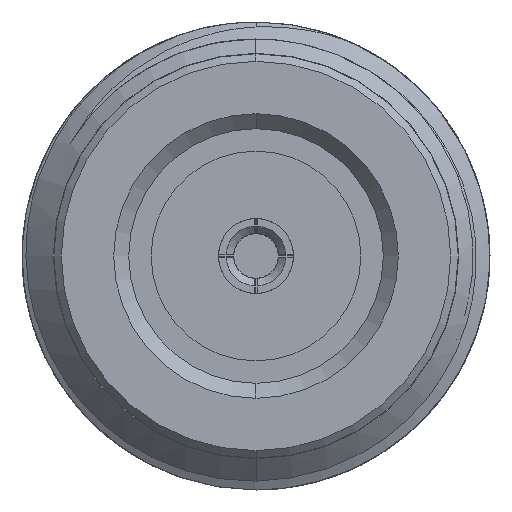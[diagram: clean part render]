
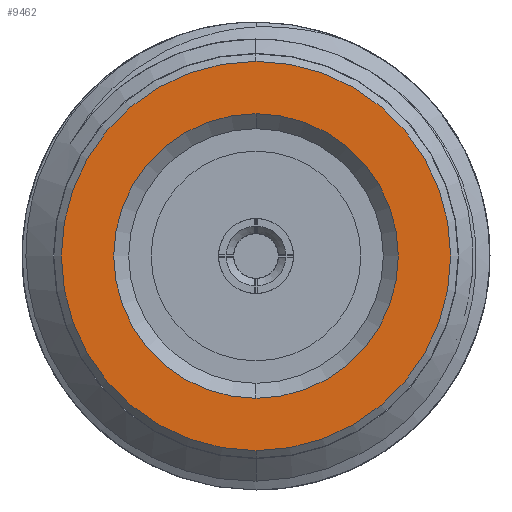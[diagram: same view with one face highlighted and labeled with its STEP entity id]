
A CAD part, left-side view. The second image highlights one B-rep face of the part: STEP entity #9462.
In plain terms, the highlighted planar face has unit normal (-1, 0, 0).
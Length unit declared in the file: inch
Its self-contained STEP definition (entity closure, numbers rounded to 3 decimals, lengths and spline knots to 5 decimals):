
#290 = AXIS2_PLACEMENT_3D ( 'NONE', #8340, #1719, #7607 ) ;
#380 = CARTESIAN_POINT ( 'NONE',  ( -0.16732, 0., 0.26 ) ) ;
#409 = AXIS2_PLACEMENT_3D ( 'NONE', #5794, #2071, #9312 ) ;
#720 = ORIENTED_EDGE ( 'NONE', *, *, #8173, .T. ) ;
#989 = CARTESIAN_POINT ( 'NONE',  ( -0.16732, 0., -0.26 ) ) ;
#1178 = AXIS2_PLACEMENT_3D ( 'NONE', #1309, #4318, #3544 ) ;
#1309 = CARTESIAN_POINT ( 'NONE',  ( -0.16732, 0., 0. ) ) ;
#1369 = DIRECTION ( 'NONE',  ( 0., 0., 1. ) ) ;
#1548 = EDGE_CURVE ( 'NONE', #8796, #9290, #9353, .T. ) ;
#1719 = DIRECTION ( 'NONE',  ( -1., 0., 0. ) ) ;
#1821 = VERTEX_POINT ( 'NONE', #380 ) ;
#2071 = DIRECTION ( 'NONE',  ( -1., 0., 0. ) ) ;
#2163 = CARTESIAN_POINT ( 'NONE',  ( -0.16732, 0., 0.19 ) ) ;
#2237 = CARTESIAN_POINT ( 'NONE',  ( -0.16732, 0., 0. ) ) ;
#2493 = FACE_OUTER_BOUND ( 'NONE', #3991, .T. ) ;
#2596 = CIRCLE ( 'NONE', #7535, 0.19 ) ;
#2747 = EDGE_CURVE ( 'NONE', #1821, #8117, #8589, .T. ) ;
#3223 = CIRCLE ( 'NONE', #8311, 0.26 ) ;
#3544 = DIRECTION ( 'NONE',  ( 0., 0., 1. ) ) ;
#3991 = EDGE_LOOP ( 'NONE', ( #720, #6088 ) ) ;
#4173 = ORIENTED_EDGE ( 'NONE', *, *, #7711, .T. ) ;
#4318 = DIRECTION ( 'NONE',  ( 1., 0., 0. ) ) ;
#5794 = CARTESIAN_POINT ( 'NONE',  ( -0.16732, 0., 0. ) ) ;
#6088 = ORIENTED_EDGE ( 'NONE', *, *, #2747, .T. ) ;
#6119 = PLANE ( 'NONE',  #290 ) ;
#6870 = DIRECTION ( 'NONE',  ( 1., 0., 0. ) ) ;
#7017 = ORIENTED_EDGE ( 'NONE', *, *, #1548, .T. ) ;
#7139 = CARTESIAN_POINT ( 'NONE',  ( -0.16732, 0., -0.19 ) ) ;
#7535 = AXIS2_PLACEMENT_3D ( 'NONE', #2237, #6870, #8135 ) ;
#7607 = DIRECTION ( 'NONE',  ( 0., 0., 1. ) ) ;
#7711 = EDGE_CURVE ( 'NONE', #9290, #8796, #2596, .T. ) ;
#7985 = DIRECTION ( 'NONE',  ( -1., 0., 0. ) ) ;
#8117 = VERTEX_POINT ( 'NONE', #989 ) ;
#8135 = DIRECTION ( 'NONE',  ( 0., 0., 1. ) ) ;
#8173 = EDGE_CURVE ( 'NONE', #8117, #1821, #3223, .T. ) ;
#8311 = AXIS2_PLACEMENT_3D ( 'NONE', #8705, #7985, #1369 ) ;
#8340 = CARTESIAN_POINT ( 'NONE',  ( -0.16732, 0., 0. ) ) ;
#8589 = CIRCLE ( 'NONE', #409, 0.26 ) ;
#8705 = CARTESIAN_POINT ( 'NONE',  ( -0.16732, 0., 0. ) ) ;
#8796 = VERTEX_POINT ( 'NONE', #7139 ) ;
#9110 = FACE_BOUND ( 'NONE', #9437, .T. ) ;
#9290 = VERTEX_POINT ( 'NONE', #2163 ) ;
#9312 = DIRECTION ( 'NONE',  ( 0., 0., 1. ) ) ;
#9353 = CIRCLE ( 'NONE', #1178, 0.19 ) ;
#9437 = EDGE_LOOP ( 'NONE', ( #4173, #7017 ) ) ;
#9462 = ADVANCED_FACE ( 'NONE', ( #9110, #2493 ), #6119, .T. ) ;
